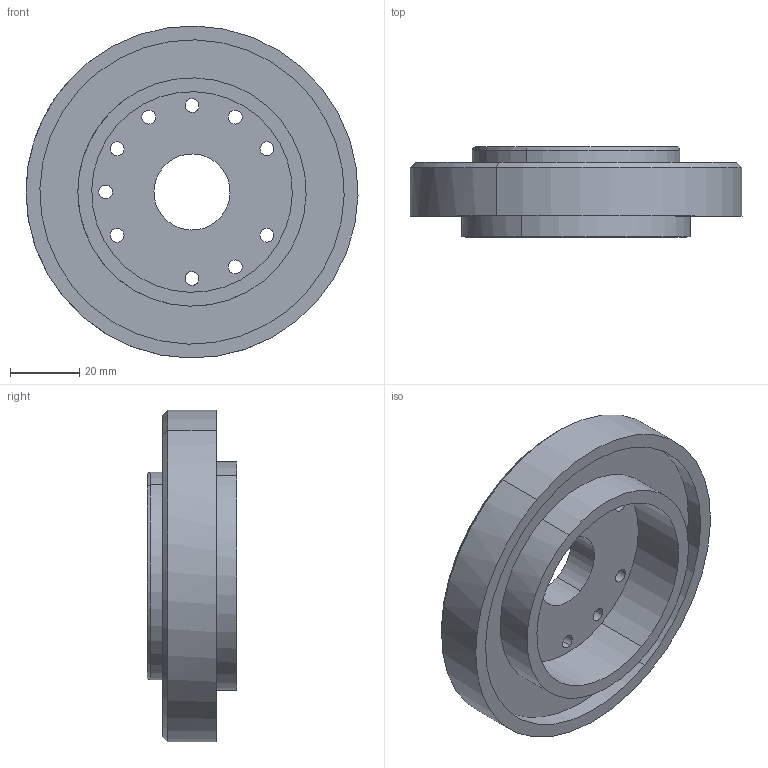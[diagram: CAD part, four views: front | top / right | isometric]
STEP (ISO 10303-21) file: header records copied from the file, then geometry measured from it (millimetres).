
FILE_DESCRIPTION(('CoCreate Modeling STEP Export'),'2;1');
FILE_NAME('m21.stp','2011-05-24T11:24:08',(''),(''),'CoCreate Modeling STEP processor for AP214 (Solid Model)','CoCreate Modeling 18.0P1120 20-Nov-2010 (C) Parametric Technology GmbH','');
FILE_SCHEMA(('AUTOMOTIVE_DESIGN { 1 0 10303 214 1 1 1 1 }'));
Length unit declared in the file: millimetre
Products named in the file (1): BODY_2____SOL9591_-_WSP_CHICANE.PRT
Bounding box: 95.99 x 26 x 95.98 mm (x, y, z)
Volume: 82473.4 mm3; surface area: 27496.9 mm2
Topology: 1 solids, 1 shells, 60 faces, 152 edges, 104 vertices
Faces by surface type: cylinder 44, plane 12, cone 4
Entity records: 1660 total; most frequent: ORIENTED_EDGE 304, DIRECTION 262, CARTESIAN_POINT 259, EDGE_CURVE 152, AXIS2_PLACEMENT_3D 107, VERTEX_POINT 104, EDGE_LOOP 92, FACE_OUTER_BOUND 60
